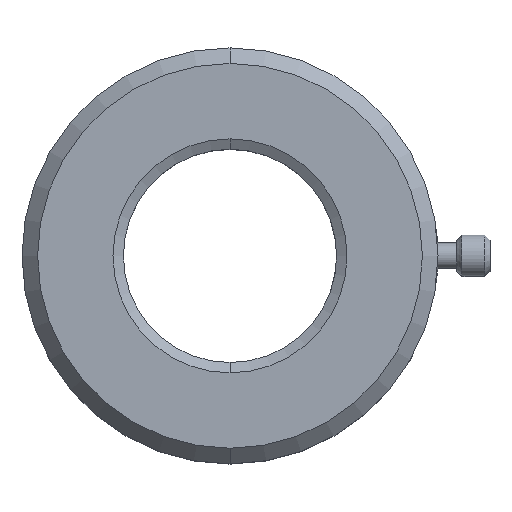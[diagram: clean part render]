
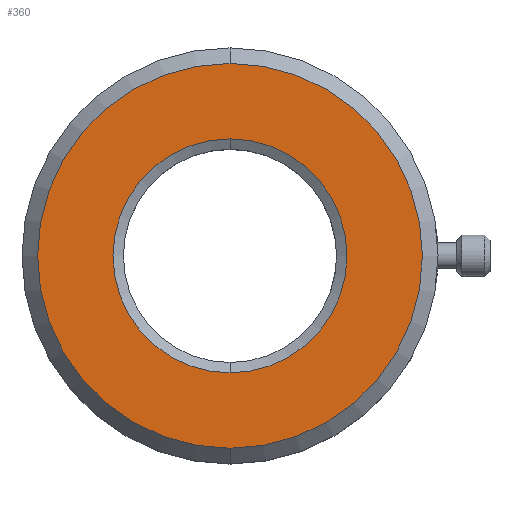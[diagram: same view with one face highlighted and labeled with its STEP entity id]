
A CAD part, top view. The second image highlights one B-rep face of the part: STEP entity #360.
In plain terms, the highlighted planar face has unit normal (0, 0, 1).
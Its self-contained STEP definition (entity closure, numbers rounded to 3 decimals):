
#170=EDGE_CURVE('NONE',#278,#204,#435,.T.);
#204=VERTEX_POINT('NONE',#473);
#222=VERTEX_POINT('NONE',#493);
#258=EDGE_CURVE('NONE',#354,#222,#536,.T.);
#278=VERTEX_POINT('NONE',#557);
#296=EDGE_CURVE('NONE',#222,#354,#578,.T.);
#346=EDGE_CURVE('NONE',#204,#278,#638,.T.);
#354=VERTEX_POINT('NONE',#646);
#360=ADVANCED_FACE('NONE',(#652,#653),#654,.F.);
#435=CIRCLE('',#733,11.25);
#473=CARTESIAN_POINT('',(0.,11.25,0.0));
#493=CARTESIAN_POINT('',(0.,-18.5,0.0));
#536=CIRCLE('',#927,18.5);
#557=CARTESIAN_POINT('',(0.0,-11.25,0.0));
#578=CIRCLE('',#980,18.5);
#638=CIRCLE('',#1080,11.25);
#646=CARTESIAN_POINT('',(0.0,18.5,0.0));
#652=FACE_OUTER_BOUND('',#1098,.T.);
#653=FACE_BOUND('',#1099,.T.);
#654=PLANE('',#1100);
#733=AXIS2_PLACEMENT_3D('',#1173,#1174,#1175);
#927=AXIS2_PLACEMENT_3D('',#1300,#1301,#1302);
#980=AXIS2_PLACEMENT_3D('',#1350,#1351,#1352);
#1080=AXIS2_PLACEMENT_3D('',#1446,#1447,#1448);
#1098=EDGE_LOOP('',(#1457,#1458));
#1099=EDGE_LOOP('',(#1459,#1460));
#1100=AXIS2_PLACEMENT_3D('',#1461,#1462,#1463);
#1173=CARTESIAN_POINT('',(0.0,0.0,0.0));
#1174=DIRECTION('',(0.0,0.0,1.0));
#1175=DIRECTION('',(0.0,-1.0,0.0));
#1300=CARTESIAN_POINT('',(0.0,0.0,0.0));
#1301=DIRECTION('',(0.0,0.0,1.0));
#1302=DIRECTION('',(0.0,-1.0,0.0));
#1350=CARTESIAN_POINT('',(0.0,0.0,0.0));
#1351=DIRECTION('',(0.0,0.0,1.0));
#1352=DIRECTION('',(0.0,-1.0,0.0));
#1446=CARTESIAN_POINT('',(0.0,0.0,0.0));
#1447=DIRECTION('',(0.0,0.0,1.0));
#1448=DIRECTION('',(0.0,-1.0,0.0));
#1457=ORIENTED_EDGE('',*,*,#258,.T.);
#1458=ORIENTED_EDGE('',*,*,#296,.T.);
#1459=ORIENTED_EDGE('',*,*,#170,.F.);
#1460=ORIENTED_EDGE('',*,*,#346,.F.);
#1461=CARTESIAN_POINT('',(11.25,0.0,0.0));
#1462=DIRECTION('',(0.0,0.0,-1.0));
#1463=DIRECTION('',(1.0,0.0,0.0));
